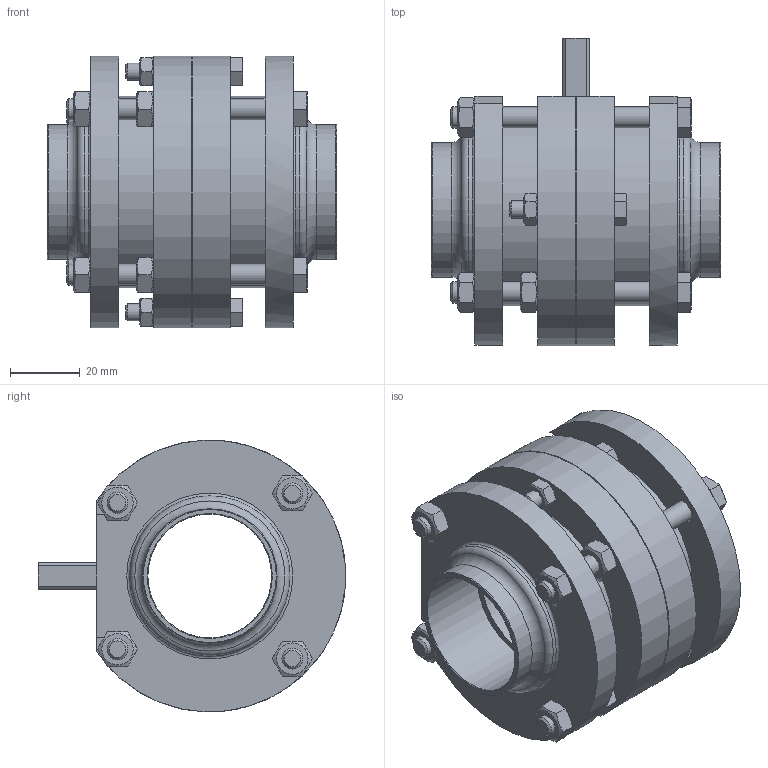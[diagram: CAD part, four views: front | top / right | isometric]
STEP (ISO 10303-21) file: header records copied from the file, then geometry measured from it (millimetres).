
FILE_DESCRIPTION( ( 'STEP AP203' ), '1' );
FILE_NAME( '9612400032.stp', '2020-07-20T11:14:00', ( 'License CC BY-ND 4.0' ), ( 'CADENAS' ), ' ', 'PARTsolutions', ' ' );
FILE_SCHEMA( ( 'CONFIG_CONTROL_DESIGN' ) );
Length unit declared in the file: millimetre
Products named in the file (4): 9612400032; _9612400032_C; _9612402411_(EPDM)L; _9612402511_(EPDM)R
Assembly tree (3 placements, depth 2):
  9612400032
    _9612400032_C
    _9612402411_(EPDM)L
    _9612402511_(EPDM)R
Bounding box: 83 x 88.2 x 77.95 mm (x, y, z)
Volume: 174171.7 mm3; surface area: 59027.5 mm2
Topology: 3 solids, 5 shells, 277 faces, 637 edges, 400 vertices
Faces by surface type: plane 158, cone 60, cylinder 49, torus 10
Full cylindrical faces by diameter (mm): 5 x4, 5.5 x2, 6 x10, 7 x8, 35.5 x3, 38.6 x2, 39.1 x2, 46 x2, 46.5 x2, 55 x2
Entity records: 8146 total; most frequent: CARTESIAN_POINT 2297, DIRECTION 1113, ORIENTED_EDGE 1100, EDGE_CURVE 550, AXIS2_PLACEMENT_3D 454, EDGE_LOOP 400, VERTEX_POINT 382, FACE_OUTER_BOUND 324
